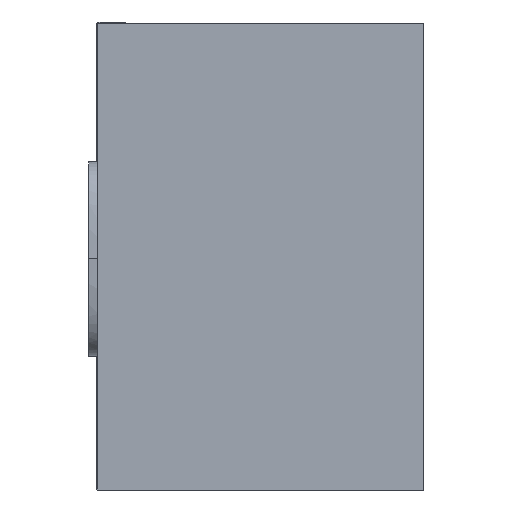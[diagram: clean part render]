
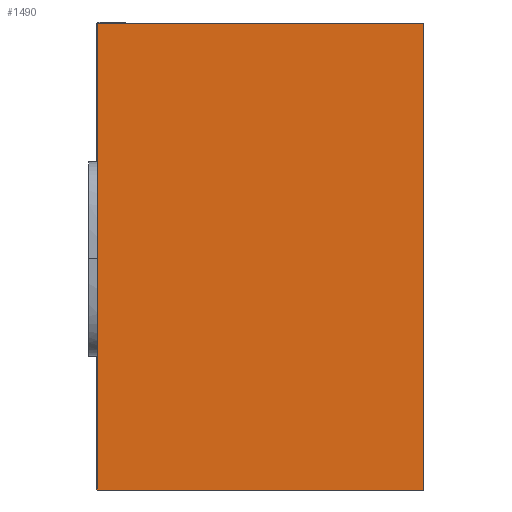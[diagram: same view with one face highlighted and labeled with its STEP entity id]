
A CAD part, left-side view. The second image highlights one B-rep face of the part: STEP entity #1490.
In plain terms, the highlighted planar face has unit normal (-1, 0, 0).
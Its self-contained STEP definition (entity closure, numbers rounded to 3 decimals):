
#161=PLANE('',#1584);
#212=FACE_OUTER_BOUND('',#298,.T.);
#298=EDGE_LOOP('',(#1078,#1079,#1080,#1081));
#402=LINE('',#1961,#547);
#404=LINE('',#1965,#549);
#405=LINE('',#1967,#550);
#406=LINE('',#1968,#551);
#547=VECTOR('',#1681,0.5);
#549=VECTOR('',#1685,0.35);
#550=VECTOR('',#1686,0.35);
#551=VECTOR('',#1687,0.5);
#693=VERTEX_POINT('',#1958);
#694=VERTEX_POINT('',#1960);
#695=VERTEX_POINT('',#1964);
#696=VERTEX_POINT('',#1966);
#846=EDGE_CURVE('',#694,#693,#402,.T.);
#848=EDGE_CURVE('',#694,#695,#404,.T.);
#849=EDGE_CURVE('',#696,#693,#405,.T.);
#850=EDGE_CURVE('',#695,#696,#406,.T.);
#1078=ORIENTED_EDGE('',*,*,#848,.F.);
#1079=ORIENTED_EDGE('',*,*,#846,.T.);
#1080=ORIENTED_EDGE('',*,*,#849,.F.);
#1081=ORIENTED_EDGE('',*,*,#850,.F.);
#1490=ADVANCED_FACE('',(#212),#161,.T.);
#1584=AXIS2_PLACEMENT_3D('',#1963,#1683,#1684);
#1681=DIRECTION('',(0.,0.,-1.));
#1683=DIRECTION('center_axis',(-1.,0.,0.));
#1684=DIRECTION('ref_axis',(0.,1.,0.));
#1685=DIRECTION('',(0.,-1.,0.));
#1686=DIRECTION('',(0.,1.,0.));
#1687=DIRECTION('',(0.,0.,-1.));
#1958=CARTESIAN_POINT('',(0.,0.35,-0.5));
#1960=CARTESIAN_POINT('',(0.,0.35,0.));
#1961=CARTESIAN_POINT('',(0.,0.35,0.));
#1963=CARTESIAN_POINT('Origin',(0.,0.,0.));
#1964=CARTESIAN_POINT('',(0.,0.,0.));
#1965=CARTESIAN_POINT('',(0.,0.35,0.));
#1966=CARTESIAN_POINT('',(0.,0.,-0.5));
#1967=CARTESIAN_POINT('',(0.,0.35,-0.5));
#1968=CARTESIAN_POINT('',(0.,0.,0.));
